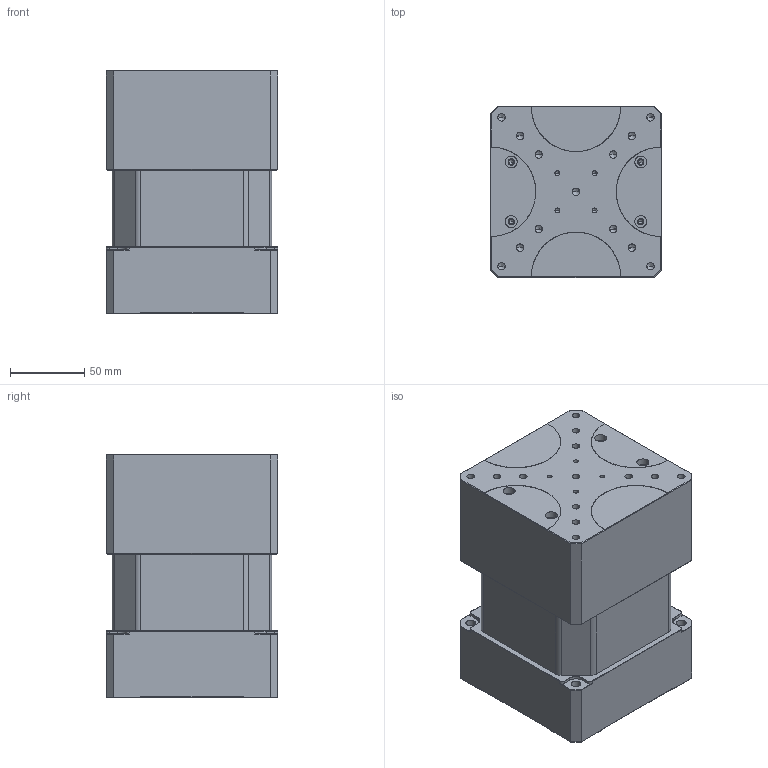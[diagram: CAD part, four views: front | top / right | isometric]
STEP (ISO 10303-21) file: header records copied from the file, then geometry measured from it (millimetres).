
FILE_DESCRIPTION (( 'STEP AP203' ), '1' );
FILE_NAME ('528665.STEP', '2024-09-21T08:32:27', ( '' ), ( '' ), 'SwSTEP 2.0', 'SolidWorks 2020', '' );
FILE_SCHEMA (( 'CONFIG_CONTROL_DESIGN' ));
Products named in the file (1): 528665
Bounding box: 115 x 115 x 163.5 mm (x, y, z)
Surface area: 411985 mm2 (no closed solid volume)
Topology: 0 solids, 54 shells, 3294 faces, 8252 edges, 5105 vertices
Faces by surface type: plane 1710, cylinder 676, bspline 480, cone 400, torus 28
Entity records: 135107 total; most frequent: CARTESIAN_POINT 75445, ORIENTED_EDGE 16200, EDGE_CURVE 8102, B_SPLINE_CURVE_WITH_KNOTS 7862, DIRECTION 5630, VERTEX_POINT 5105, EDGE_LOOP 3661, ADVANCED_FACE 3294
